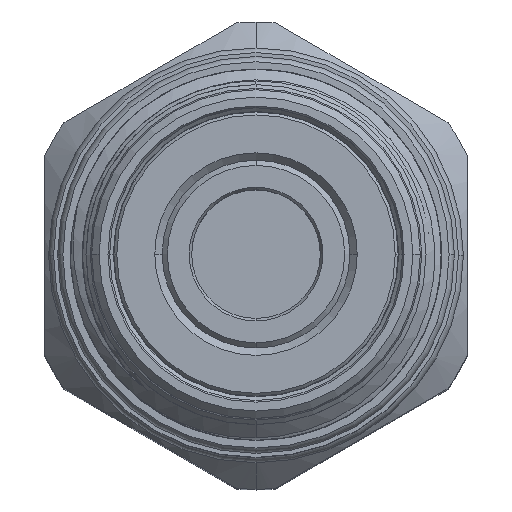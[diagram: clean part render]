
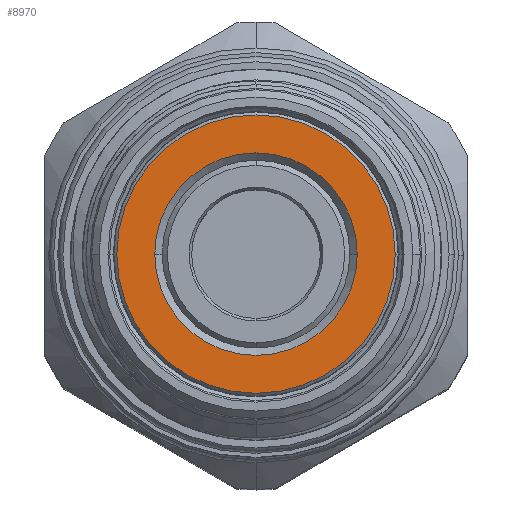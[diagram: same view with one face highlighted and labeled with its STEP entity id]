
A CAD part, top view. The second image highlights one B-rep face of the part: STEP entity #8970.
In plain terms, the highlighted planar face has unit normal (0, 0, 1).
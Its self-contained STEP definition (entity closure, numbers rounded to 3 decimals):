
#941 = DIRECTION ( 'NONE',  ( 0., 0., -1. ) ) ;
#990 = ORIENTED_EDGE ( 'NONE', *, *, #4770, .T. ) ;
#1309 = CARTESIAN_POINT ( 'NONE',  ( 0., 0., 102.32 ) ) ;
#1465 = CARTESIAN_POINT ( 'NONE',  ( -6.85, 0., 102.32 ) ) ;
#1814 = EDGE_LOOP ( 'NONE', ( #6214, #5514 ) ) ;
#1944 = EDGE_CURVE ( 'NONE', #5497, #2030, #9871, .T. ) ;
#2030 = VERTEX_POINT ( 'NONE', #9473 ) ;
#2129 = DIRECTION ( 'NONE',  ( 0., 0., 1. ) ) ;
#2612 = DIRECTION ( 'NONE',  ( 0., 0., 1. ) ) ;
#3155 = VERTEX_POINT ( 'NONE', #13986 ) ;
#3386 = DIRECTION ( 'NONE',  ( 0., 0., 1. ) ) ;
#3563 = AXIS2_PLACEMENT_3D ( 'NONE', #9769, #2129, #5999 ) ;
#4067 = EDGE_CURVE ( 'NONE', #2030, #5497, #4798, .T. ) ;
#4770 = EDGE_CURVE ( 'NONE', #12314, #3155, #8015, .T. ) ;
#4798 = CIRCLE ( 'NONE', #7239, 6.85 ) ;
#5497 = VERTEX_POINT ( 'NONE', #1465 ) ;
#5514 = ORIENTED_EDGE ( 'NONE', *, *, #4067, .T. ) ;
#5999 = DIRECTION ( 'NONE',  ( -1., 0., 0. ) ) ;
#6106 = PLANE ( 'NONE',  #3563 ) ;
#6214 = ORIENTED_EDGE ( 'NONE', *, *, #1944, .T. ) ;
#6463 = ORIENTED_EDGE ( 'NONE', *, *, #15751, .T. ) ;
#7239 = AXIS2_PLACEMENT_3D ( 'NONE', #11056, #941, #11167 ) ;
#7360 = EDGE_LOOP ( 'NONE', ( #990, #6463 ) ) ;
#8015 = CIRCLE ( 'NONE', #14321, 9.415 ) ;
#8970 = ADVANCED_FACE ( 'NONE', ( #9559, #15173 ), #6106, .T. ) ;
#9473 = CARTESIAN_POINT ( 'NONE',  ( 6.85, 0., 102.32 ) ) ;
#9559 = FACE_OUTER_BOUND ( 'NONE', #7360, .T. ) ;
#9769 = CARTESIAN_POINT ( 'NONE',  ( 9.615, 0., 102.32 ) ) ;
#9794 = AXIS2_PLACEMENT_3D ( 'NONE', #14684, #10845, #10791 ) ;
#9871 = CIRCLE ( 'NONE', #9794, 6.85 ) ;
#10791 = DIRECTION ( 'NONE',  ( 1., 0., 0. ) ) ;
#10845 = DIRECTION ( 'NONE',  ( 0., 0., -1. ) ) ;
#11056 = CARTESIAN_POINT ( 'NONE',  ( 0., 0., 102.32 ) ) ;
#11167 = DIRECTION ( 'NONE',  ( 1., 0., 0. ) ) ;
#11500 = DIRECTION ( 'NONE',  ( -1., 0., 0. ) ) ;
#12314 = VERTEX_POINT ( 'NONE', #12434 ) ;
#12409 = DIRECTION ( 'NONE',  ( -1., 0., 0. ) ) ;
#12434 = CARTESIAN_POINT ( 'NONE',  ( 9.415, 0., 102.32 ) ) ;
#12933 = CIRCLE ( 'NONE', #14598, 9.415 ) ;
#13986 = CARTESIAN_POINT ( 'NONE',  ( -9.415, 0., 102.32 ) ) ;
#14321 = AXIS2_PLACEMENT_3D ( 'NONE', #15056, #3386, #12409 ) ;
#14598 = AXIS2_PLACEMENT_3D ( 'NONE', #1309, #2612, #11500 ) ;
#14684 = CARTESIAN_POINT ( 'NONE',  ( 0., 0., 102.32 ) ) ;
#15056 = CARTESIAN_POINT ( 'NONE',  ( 0., 0., 102.32 ) ) ;
#15173 = FACE_BOUND ( 'NONE', #1814, .T. ) ;
#15751 = EDGE_CURVE ( 'NONE', #3155, #12314, #12933, .T. ) ;
